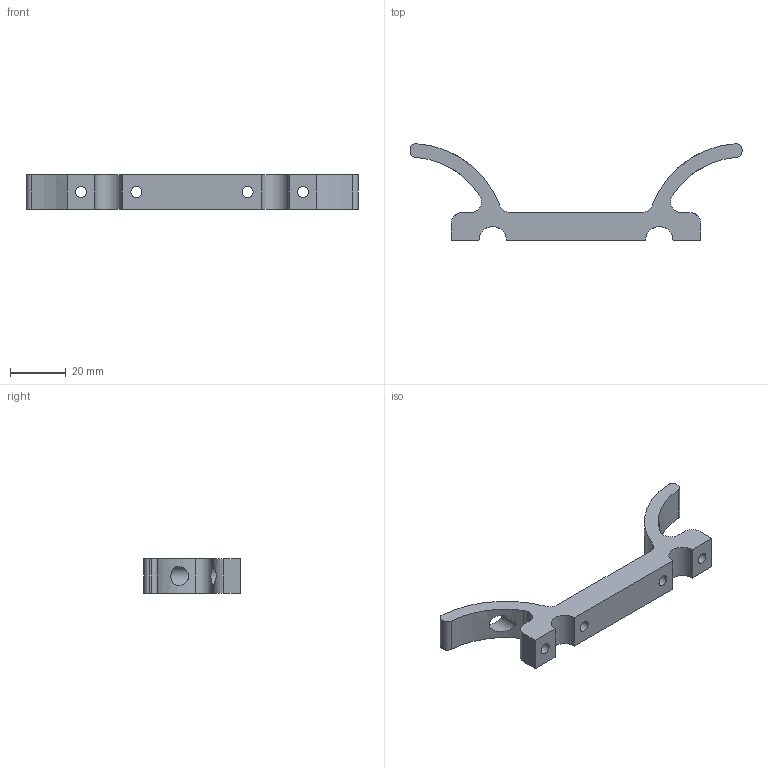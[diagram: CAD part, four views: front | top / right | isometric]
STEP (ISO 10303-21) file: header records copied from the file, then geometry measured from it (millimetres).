
FILE_DESCRIPTION(/* description */ (''),/* implementation_level */ '2;1');
FILE_NAME(/* name */ 'DevFrame Box End Clamp Landing Gear v1.step',/* time_stamp */ '2018-04-11T18:07:30-05:00',/* author */ ('cglusky'),/* organization */ (''),/* preprocessor_version */ 'ST-DEVELOPER v16.13',/* originating_system */ 'Autodesk Translation Framework v6.5.0.72',/* authorisation */ '');
FILE_SCHEMA (('AUTOMOTIVE_DESIGN { 1 0 10303 214 3 1 1 }'));
Length unit declared in the file: millimetre
Products named in the file (1): DevFrame Box End Clamp Landing Gear
Bounding box: 119.62 x 34.87 x 12.5 mm (x, y, z)
Volume: 14042.3 mm3; surface area: 7546.3 mm2
Topology: 1 solids, 1 shells, 44 faces, 126 edges, 84 vertices
Faces by surface type: cylinder 26, plane 18
Full cylindrical faces by diameter (mm): 4 x4, 7 x2, 8 x4
Entity records: 1724 total; most frequent: CARTESIAN_POINT 487, DIRECTION 254, ORIENTED_EDGE 252, EDGE_CURVE 126, AXIS2_PLACEMENT_3D 96, VERTEX_POINT 84, LINE 62, VECTOR 62
